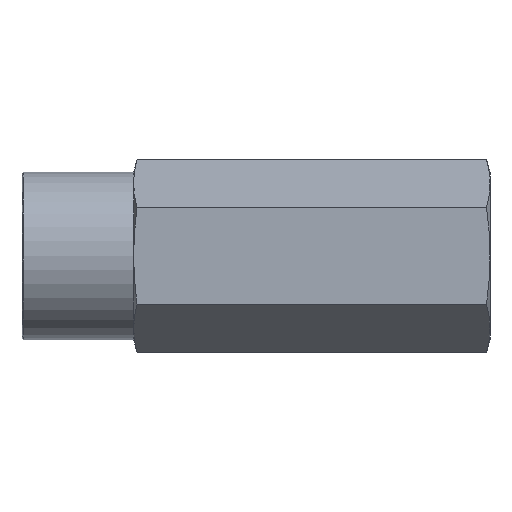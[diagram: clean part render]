
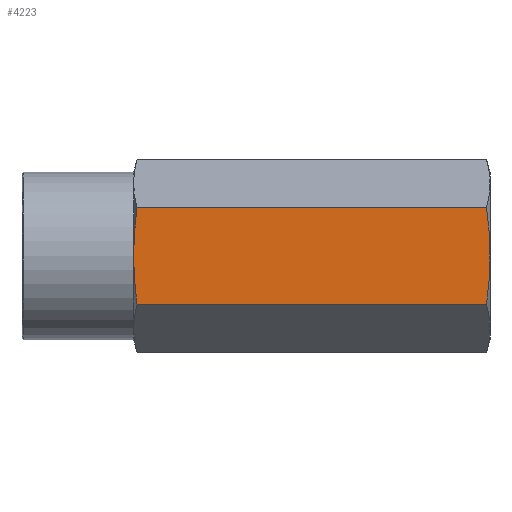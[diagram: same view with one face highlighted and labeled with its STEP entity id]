
A CAD part, top view. The second image highlights one B-rep face of the part: STEP entity #4223.
In plain terms, the highlighted planar face has unit normal (0, 0, 1).
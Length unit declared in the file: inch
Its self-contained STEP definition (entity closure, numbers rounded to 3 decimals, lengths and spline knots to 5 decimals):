
#3623=CARTESIAN_POINT('',(6.29,0.,1.125));
#3624=VERTEX_POINT('',#3623);
#3790=CARTESIAN_POINT('',(1.5,0.,1.125));
#3791=VERTEX_POINT('',#3790);
#3877=CARTESIAN_POINT('',(6.24337,-0.64952,1.125));
#3878=VERTEX_POINT('',#3877);
#3879=CARTESIAN_POINT('',(6.24337,-0.64952,1.125));
#3880=CARTESIAN_POINT('',(6.29,-0.30144,1.125));
#3881=CARTESIAN_POINT('',(6.29,0.,1.125));
#3889=(BOUNDED_CURVE()B_SPLINE_CURVE(2,(#3879,#3880,#3881),.UNSPECIFIED.,.F.,.U.)B_SPLINE_CURVE_WITH_KNOTS((3,3),(1.8191,3.72795),.UNSPECIFIED.)CURVE()GEOMETRIC_REPRESENTATION_ITEM()RATIONAL_B_SPLINE_CURVE((1.074,1.076,1.0))REPRESENTATION_ITEM(''));
#3890=EDGE_CURVE('',#3878,#3624,#3889,.T.);
#3914=CARTESIAN_POINT('',(6.24337,0.64952,1.125));
#3915=VERTEX_POINT('',#3914);
#3916=CARTESIAN_POINT('',(6.29,0.,1.125));
#3917=CARTESIAN_POINT('',(6.29,0.30144,1.125));
#3918=CARTESIAN_POINT('',(6.24337,0.64952,1.125));
#3926=(BOUNDED_CURVE()B_SPLINE_CURVE(2,(#3916,#3917,#3918),.UNSPECIFIED.,.F.,.U.)B_SPLINE_CURVE_WITH_KNOTS((3,3),(3.72795,5.6368),.UNSPECIFIED.)CURVE()GEOMETRIC_REPRESENTATION_ITEM()RATIONAL_B_SPLINE_CURVE((1.0,1.076,1.074))REPRESENTATION_ITEM(''));
#3927=EDGE_CURVE('',#3624,#3915,#3926,.T.);
#4011=CARTESIAN_POINT('',(1.54663,0.64952,1.125));
#4012=VERTEX_POINT('',#4011);
#4013=CARTESIAN_POINT('',(1.54663,0.64952,1.125));
#4014=CARTESIAN_POINT('',(1.5,0.30144,1.125));
#4015=CARTESIAN_POINT('',(1.5,0.,1.125));
#4023=(BOUNDED_CURVE()B_SPLINE_CURVE(2,(#4013,#4014,#4015),.UNSPECIFIED.,.F.,.U.)B_SPLINE_CURVE_WITH_KNOTS((3,3),(1.78198,3.68525),.UNSPECIFIED.)CURVE()GEOMETRIC_REPRESENTATION_ITEM()RATIONAL_B_SPLINE_CURVE((1.072,1.075,1.0))REPRESENTATION_ITEM(''));
#4024=EDGE_CURVE('',#4012,#3791,#4023,.T.);
#4048=CARTESIAN_POINT('',(1.54663,-0.64952,1.125));
#4049=VERTEX_POINT('',#4048);
#4063=CARTESIAN_POINT('',(1.5,0.,1.125));
#4064=CARTESIAN_POINT('',(1.5,-0.30144,1.125));
#4065=CARTESIAN_POINT('',(1.54663,-0.64952,1.125));
#4073=(BOUNDED_CURVE()B_SPLINE_CURVE(2,(#4063,#4064,#4065),.UNSPECIFIED.,.F.,.U.)B_SPLINE_CURVE_WITH_KNOTS((3,3),(3.68525,5.58852),.UNSPECIFIED.)CURVE()GEOMETRIC_REPRESENTATION_ITEM()RATIONAL_B_SPLINE_CURVE((1.0,1.075,1.072))REPRESENTATION_ITEM(''));
#4074=EDGE_CURVE('',#3791,#4049,#4073,.T.);
#4200=CARTESIAN_POINT('',(1.5,-0.64952,1.125));
#4201=DIRECTION('',(0.0,0.0,1.0));
#4202=DIRECTION('',(1.0,0.0,0.0));
#4203=AXIS2_PLACEMENT_3D('',#4200,#4201,#4202);
#4204=PLANE('',#4203);
#4205=ORIENTED_EDGE('',*,*,#3890,.T.);
#4206=ORIENTED_EDGE('',*,*,#3927,.T.);
#4207=CARTESIAN_POINT('',(1.54663,0.64952,1.125));
#4208=DIRECTION('',(1.0,0.0,0.0));
#4209=VECTOR('',#4208,4.69673);
#4210=LINE('',#4207,#4209);
#4211=EDGE_CURVE('',#4012,#3915,#4210,.T.);
#4212=ORIENTED_EDGE('',*,*,#4211,.F.);
#4213=ORIENTED_EDGE('',*,*,#4024,.T.);
#4214=ORIENTED_EDGE('',*,*,#4074,.T.);
#4215=CARTESIAN_POINT('',(1.54663,-0.64952,1.125));
#4216=DIRECTION('',(1.0,0.0,0.0));
#4217=VECTOR('',#4216,4.69673);
#4218=LINE('',#4215,#4217);
#4219=EDGE_CURVE('',#4049,#3878,#4218,.T.);
#4220=ORIENTED_EDGE('',*,*,#4219,.T.);
#4221=EDGE_LOOP('',(#4205,#4206,#4212,#4213,#4214,#4220));
#4222=FACE_OUTER_BOUND('',#4221,.T.);
#4223=ADVANCED_FACE('',(#4222),#4204,.T.);
